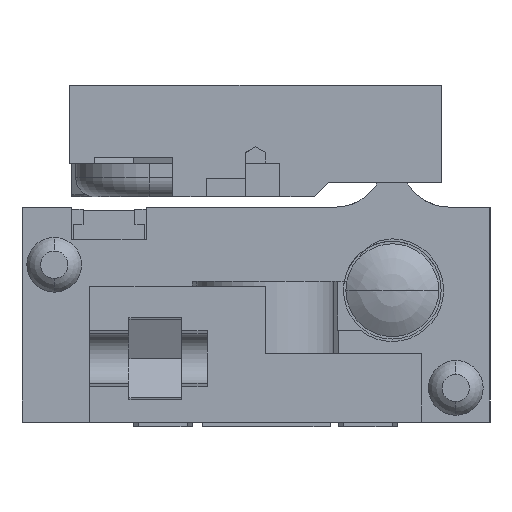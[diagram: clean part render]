
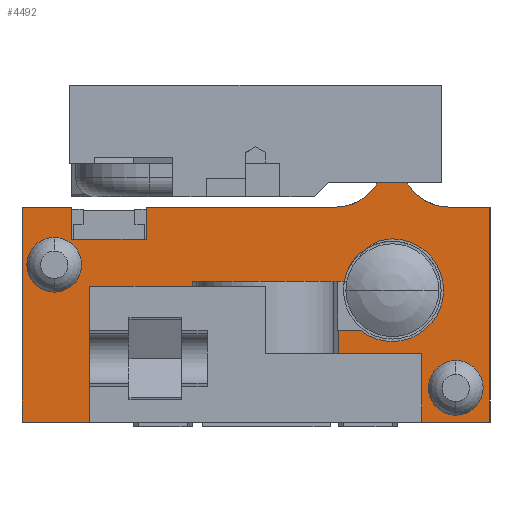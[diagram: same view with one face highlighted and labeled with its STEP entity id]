
A CAD part, left-side view. The second image highlights one B-rep face of the part: STEP entity #4492.
In plain terms, the highlighted planar face has unit normal (-1, 0, 0).
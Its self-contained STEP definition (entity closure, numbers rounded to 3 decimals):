
#129=DIRECTION('',(0.,0.,-1.));
#130=VECTOR('',#129,3.3);
#131=CARTESIAN_POINT('',(18.,35.2,22.5));
#132=LINE('',#131,#130);
#143=CARTESIAN_POINT('',(18.,3.5,4.));
#144=DIRECTION('',(1.,0.,0.));
#145=DIRECTION('',(0.,0.,1.));
#146=AXIS2_PLACEMENT_3D('',#143,#144,#145);
#151=CARTESIAN_POINT('',(18.,3.5,4.));
#152=DIRECTION('',(1.,0.,0.));
#153=DIRECTION('',(0.,0.,-1.));
#154=AXIS2_PLACEMENT_3D('',#151,#152,#153);
#159=CARTESIAN_POINT('',(18.,44.6,16.6));
#160=DIRECTION('',(1.,0.,0.));
#161=DIRECTION('',(0.,0.,1.));
#162=AXIS2_PLACEMENT_3D('',#159,#160,#161);
#167=CARTESIAN_POINT('',(18.,44.6,16.6));
#168=DIRECTION('',(1.,0.,0.));
#169=DIRECTION('',(0.,0.,-1.));
#170=AXIS2_PLACEMENT_3D('',#167,#168,#169);
#175=DIRECTION('',(0.,1.,0.));
#176=VECTOR('',#175,7.);
#177=CARTESIAN_POINT('',(18.,0.,0.5));
#178=LINE('',#177,#176);
#182=DIRECTION('',(0.,0.,-1.));
#183=VECTOR('',#182,7.);
#184=CARTESIAN_POINT('',(18.,7.,7.5));
#185=LINE('',#184,#183);
#189=DIRECTION('',(0.,-1.,0.));
#190=VECTOR('',#189,8.513);
#191=CARTESIAN_POINT('',(18.,15.513,7.5));
#192=LINE('',#191,#190);
#196=DIRECTION('',(0.,0.,1.));
#197=VECTOR('',#196,2.4);
#198=CARTESIAN_POINT('',(18.,15.513,7.5));
#199=LINE('',#198,#197);
#203=DIRECTION('',(0.,-1.,0.));
#204=VECTOR('',#203,2.234);
#205=CARTESIAN_POINT('',(18.,15.513,9.9));
#206=LINE('',#205,#204);
#210=CARTESIAN_POINT('',(18.,10.,14.));
#211=DIRECTION('',(-1.,0.,0.));
#212=DIRECTION('',(0.,0.625,-0.781));
#213=AXIS2_PLACEMENT_3D('',#210,#211,#212);
#218=DIRECTION('',(0.,0.,-1.));
#219=VECTOR('',#218,0.35);
#220=CARTESIAN_POINT('',(18.,14.,15.25));
#221=LINE('',#220,#219);
#225=DIRECTION('',(0.,0.,-1.));
#226=VECTOR('',#225,0.5);
#227=CARTESIAN_POINT('',(18.,30.487,14.9));
#228=LINE('',#227,#226);
#232=DIRECTION('',(0.,0.,1.));
#233=VECTOR('',#232,13.9);
#234=CARTESIAN_POINT('',(18.,40.95,0.5));
#235=LINE('',#234,#233);
#239=DIRECTION('',(0.,1.,0.));
#240=VECTOR('',#239,6.95);
#241=CARTESIAN_POINT('',(18.,40.95,0.5));
#242=LINE('',#241,#240);
#960=DIRECTION('',(0.,0.,1.));
#961=VECTOR('',#960,22.);
#962=CARTESIAN_POINT('',(18.,0.,0.5));
#963=LINE('',#962,#961);
#974=DIRECTION('',(0.,1.,0.));
#975=VECTOR('',#974,4.17);
#976=CARTESIAN_POINT('',(18.,0.,22.5));
#977=LINE('',#976,#975);
#1002=CARTESIAN_POINT('',(18.,4.17,27.5));
#1003=DIRECTION('',(-1.,0.,0.));
#1004=DIRECTION('',(0.,0.866,-0.5));
#1005=AXIS2_PLACEMENT_3D('',#1002,#1003,#1004);
#1017=DIRECTION('',(0.,1.,0.));
#1018=VECTOR('',#1017,3.);
#1019=CARTESIAN_POINT('',(18.,8.5,25.));
#1020=LINE('',#1019,#1018);
#1031=CARTESIAN_POINT('',(18.,15.83,27.5));
#1032=DIRECTION('',(-1.,0.,0.));
#1033=DIRECTION('',(0.,0.,-1.));
#1034=AXIS2_PLACEMENT_3D('',#1031,#1032,#1033);
#2331=DIRECTION('',(0.,1.,0.));
#2332=VECTOR('',#2331,7.6);
#2333=CARTESIAN_POINT('',(18.,35.2,19.2));
#2334=LINE('',#2333,#2332);
#2345=DIRECTION('',(0.,0.,1.));
#2346=VECTOR('',#2345,3.3);
#2347=CARTESIAN_POINT('',(18.,42.8,19.2));
#2348=LINE('',#2347,#2346);
#2359=DIRECTION('',(0.,1.,0.));
#2360=VECTOR('',#2359,5.1);
#2361=CARTESIAN_POINT('',(18.,42.8,22.5));
#2362=LINE('',#2361,#2360);
#2387=DIRECTION('',(0.,0.,-1.));
#2388=VECTOR('',#2387,22.);
#2389=CARTESIAN_POINT('',(18.,47.9,22.5));
#2390=LINE('',#2389,#2388);
#2394=DIRECTION('',(0.,1.,0.));
#2395=VECTOR('',#2394,19.37);
#2396=CARTESIAN_POINT('',(18.,15.83,22.5));
#2397=LINE('',#2396,#2395);
#2958=DIRECTION('',(0.,-1.,0.));
#2959=VECTOR('',#2958,16.487);
#2960=CARTESIAN_POINT('',(18.,30.487,14.9));
#2961=LINE('',#2960,#2959);
#3155=CARTESIAN_POINT('',(18.,10.,15.25));
#3156=DIRECTION('',(1.,0.,0.));
#3157=DIRECTION('',(0.,1.,0.));
#3158=AXIS2_PLACEMENT_3D('',#3155,#3156,#3157);
#3368=DIRECTION('',(0.,1.,0.));
#3369=VECTOR('',#3368,10.463);
#3370=CARTESIAN_POINT('',(18.,30.487,14.4));
#3371=LINE('',#3370,#3369);
#3765=CARTESIAN_POINT('',(18.,8.5,25.));
#3766=CARTESIAN_POINT('',(18.,11.5,25.));
#3767=VERTEX_POINT('',#3765);
#3768=VERTEX_POINT('',#3766);
#3769=CARTESIAN_POINT('',(18.,0.,22.5));
#3770=CARTESIAN_POINT('',(18.,4.17,22.5));
#3771=VERTEX_POINT('',#3769);
#3772=VERTEX_POINT('',#3770);
#3773=CARTESIAN_POINT('',(18.,15.83,22.5));
#3774=VERTEX_POINT('',#3773);
#3775=CARTESIAN_POINT('',(18.,42.8,22.5));
#3776=CARTESIAN_POINT('',(18.,47.9,22.5));
#3777=VERTEX_POINT('',#3775);
#3778=VERTEX_POINT('',#3776);
#3779=CARTESIAN_POINT('',(18.,35.2,22.5));
#3780=VERTEX_POINT('',#3779);
#3781=CARTESIAN_POINT('',(18.,35.2,19.2));
#3782=VERTEX_POINT('',#3781);
#3783=CARTESIAN_POINT('',(18.,42.8,19.2));
#3784=VERTEX_POINT('',#3783);
#3786=CARTESIAN_POINT('',(18.,7.,7.5));
#3788=VERTEX_POINT('',#3786);
#3789=CARTESIAN_POINT('',(18.,15.513,9.9));
#3790=CARTESIAN_POINT('',(18.,13.279,9.9));
#3791=VERTEX_POINT('',#3789);
#3792=VERTEX_POINT('',#3790);
#3797=CARTESIAN_POINT('',(18.,15.513,7.5));
#3798=VERTEX_POINT('',#3797);
#3806=CARTESIAN_POINT('',(18.,30.487,14.4));
#3808=VERTEX_POINT('',#3806);
#3814=CARTESIAN_POINT('',(18.,30.487,14.9));
#3816=VERTEX_POINT('',#3814);
#3817=CARTESIAN_POINT('',(18.,40.95,14.4));
#3818=VERTEX_POINT('',#3817);
#3821=CARTESIAN_POINT('',(18.,14.,14.9));
#3822=VERTEX_POINT('',#3821);
#3895=CARTESIAN_POINT('',(18.,47.9,0.5));
#3896=VERTEX_POINT('',#3895);
#3917=CARTESIAN_POINT('',(18.,0.,0.5));
#3918=CARTESIAN_POINT('',(18.,7.,0.5));
#3919=VERTEX_POINT('',#3917);
#3920=VERTEX_POINT('',#3918);
#3921=CARTESIAN_POINT('',(18.,40.95,0.5));
#3922=VERTEX_POINT('',#3921);
#3924=CARTESIAN_POINT('',(18.,10.,19.25));
#3926=VERTEX_POINT('',#3924);
#3927=CARTESIAN_POINT('',(18.,14.,15.25));
#3928=VERTEX_POINT('',#3927);
#3967=CARTESIAN_POINT('',(18.,3.5,6.8));
#3968=CARTESIAN_POINT('',(18.,3.5,1.2));
#3969=VERTEX_POINT('',#3967);
#3970=VERTEX_POINT('',#3968);
#3981=CARTESIAN_POINT('',(18.,44.6,19.4));
#3982=VERTEX_POINT('',#3981);
#3983=CARTESIAN_POINT('',(18.,44.6,13.8));
#3984=VERTEX_POINT('',#3983);
#4426=CARTESIAN_POINT('',(18.,0.,0.));
#4427=DIRECTION('',(-1.,0.,0.));
#4428=DIRECTION('',(0.,0.,1.));
#4429=AXIS2_PLACEMENT_3D('',#4426,#4427,#4428);
#4430=PLANE('',#4429);
#4432=ORIENTED_EDGE('',*,*,#4431,.T.);
#4434=ORIENTED_EDGE('',*,*,#4433,.F.);
#4436=ORIENTED_EDGE('',*,*,#4435,.F.);
#4438=ORIENTED_EDGE('',*,*,#4437,.T.);
#4440=ORIENTED_EDGE('',*,*,#4439,.T.);
#4442=ORIENTED_EDGE('',*,*,#4441,.T.);
#4444=ORIENTED_EDGE('',*,*,#4443,.F.);
#4446=ORIENTED_EDGE('',*,*,#4445,.T.);
#4448=ORIENTED_EDGE('',*,*,#4447,.F.);
#4450=ORIENTED_EDGE('',*,*,#4449,.T.);
#4452=ORIENTED_EDGE('',*,*,#4451,.T.);
#4454=ORIENTED_EDGE('',*,*,#4453,.F.);
#4456=ORIENTED_EDGE('',*,*,#4455,.T.);
#4458=ORIENTED_EDGE('',*,*,#4457,.F.);
#4460=ORIENTED_EDGE('',*,*,#4459,.F.);
#4462=ORIENTED_EDGE('',*,*,#4461,.F.);
#4464=ORIENTED_EDGE('',*,*,#4463,.F.);
#4465=ORIENTED_EDGE('',*,*,#4414,.F.);
#4467=ORIENTED_EDGE('',*,*,#4466,.F.);
#4469=ORIENTED_EDGE('',*,*,#4468,.T.);
#4471=ORIENTED_EDGE('',*,*,#4470,.F.);
#4473=ORIENTED_EDGE('',*,*,#4472,.T.);
#4475=ORIENTED_EDGE('',*,*,#4474,.F.);
#4477=ORIENTED_EDGE('',*,*,#4476,.F.);
#4478=EDGE_LOOP('',(#4432,#4434,#4436,#4438,#4440,#4442,#4444,#4446,#4448,#4450,
#4452,#4454,#4456,#4458,#4460,#4462,#4464,#4465,#4467,#4469,#4471,#4473,#4475,
#4477));
#4479=FACE_OUTER_BOUND('',#4478,.F.);
#4481=ORIENTED_EDGE('',*,*,#4480,.F.);
#4483=ORIENTED_EDGE('',*,*,#4482,.F.);
#4484=EDGE_LOOP('',(#4481,#4483));
#4485=FACE_BOUND('',#4484,.F.);
#4487=ORIENTED_EDGE('',*,*,#4486,.F.);
#4489=ORIENTED_EDGE('',*,*,#4488,.F.);
#4490=EDGE_LOOP('',(#4487,#4489));
#4491=FACE_BOUND('',#4490,.F.);
#147=CIRCLE('',#146,2.8);
#155=CIRCLE('',#154,2.8);
#163=CIRCLE('',#162,2.8);
#171=CIRCLE('',#170,2.8);
#214=CIRCLE('',#213,5.25);
#1006=CIRCLE('',#1005,5.);
#1035=CIRCLE('',#1034,5.);
#3159=CIRCLE('',#3158,4.);
#4414=EDGE_CURVE('',#3780,#3782,#132,.T.);
#4431=EDGE_CURVE('',#3919,#3920,#178,.T.);
#4433=EDGE_CURVE('',#3788,#3920,#185,.T.);
#4435=EDGE_CURVE('',#3798,#3788,#192,.T.);
#4437=EDGE_CURVE('',#3798,#3791,#199,.T.);
#4439=EDGE_CURVE('',#3791,#3792,#206,.T.);
#4441=EDGE_CURVE('',#3792,#3926,#214,.T.);
#4443=EDGE_CURVE('',#3928,#3926,#3159,.T.);
#4445=EDGE_CURVE('',#3928,#3822,#221,.T.);
#4447=EDGE_CURVE('',#3816,#3822,#2961,.T.);
#4449=EDGE_CURVE('',#3816,#3808,#228,.T.);
#4451=EDGE_CURVE('',#3808,#3818,#3371,.T.);
#4453=EDGE_CURVE('',#3922,#3818,#235,.T.);
#4455=EDGE_CURVE('',#3922,#3896,#242,.T.);
#4457=EDGE_CURVE('',#3778,#3896,#2390,.T.);
#4459=EDGE_CURVE('',#3777,#3778,#2362,.T.);
#4461=EDGE_CURVE('',#3784,#3777,#2348,.T.);
#4463=EDGE_CURVE('',#3782,#3784,#2334,.T.);
#4466=EDGE_CURVE('',#3774,#3780,#2397,.T.);
#4468=EDGE_CURVE('',#3774,#3768,#1035,.T.);
#4470=EDGE_CURVE('',#3767,#3768,#1020,.T.);
#4472=EDGE_CURVE('',#3767,#3772,#1006,.T.);
#4474=EDGE_CURVE('',#3771,#3772,#977,.T.);
#4476=EDGE_CURVE('',#3919,#3771,#963,.T.);
#4480=EDGE_CURVE('',#3982,#3984,#163,.T.);
#4482=EDGE_CURVE('',#3984,#3982,#171,.T.);
#4486=EDGE_CURVE('',#3969,#3970,#147,.T.);
#4488=EDGE_CURVE('',#3970,#3969,#155,.T.);
#4492=ADVANCED_FACE('',(#4479,#4485,#4491),#4430,.T.);
